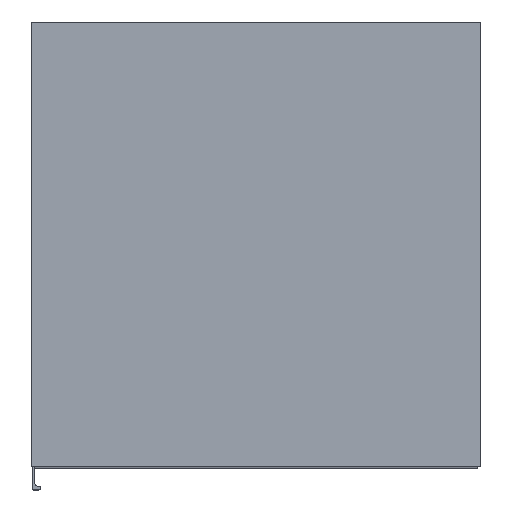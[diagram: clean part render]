
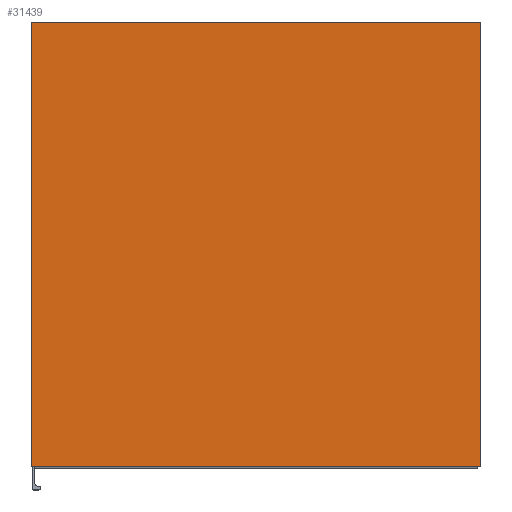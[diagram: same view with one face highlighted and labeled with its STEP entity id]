
A CAD part, top view. The second image highlights one B-rep face of the part: STEP entity #31439.
In plain terms, the highlighted planar face has unit normal (0, 0, 1).
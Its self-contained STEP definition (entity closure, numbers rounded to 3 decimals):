
#3516=FACE_OUTER_BOUND('',#5377,.T.);
#5377=EDGE_LOOP('',(#25333,#25334,#25335,#25336));
#7793=LINE('',#51018,#10832);
#7797=LINE('',#51026,#10836);
#7800=LINE('',#51032,#10839);
#7803=LINE('',#51037,#10842);
#10832=VECTOR('',#40660,1.);
#10836=VECTOR('',#40666,1.);
#10839=VECTOR('',#40671,1.);
#10842=VECTOR('',#40676,1.);
#14134=VERTEX_POINT('',#51016);
#14135=VERTEX_POINT('',#51017);
#14138=VERTEX_POINT('',#51025);
#14140=VERTEX_POINT('',#51031);
#18081=EDGE_CURVE('',#14134,#14135,#7793,.T.);
#18085=EDGE_CURVE('',#14138,#14134,#7797,.T.);
#18088=EDGE_CURVE('',#14140,#14138,#7800,.T.);
#18091=EDGE_CURVE('',#14135,#14140,#7803,.T.);
#25333=ORIENTED_EDGE('',*,*,#18091,.F.);
#25334=ORIENTED_EDGE('',*,*,#18081,.F.);
#25335=ORIENTED_EDGE('',*,*,#18085,.F.);
#25336=ORIENTED_EDGE('',*,*,#18088,.F.);
#29927=PLANE('',#34112);
#31439=ADVANCED_FACE('',(#3516),#29927,.F.);
#34112=AXIS2_PLACEMENT_3D('',#51040,#40680,#40681);
#40660=DIRECTION('',(0.,1.,0.));
#40666=DIRECTION('',(-1.,0.,0.));
#40671=DIRECTION('',(0.,-1.,0.));
#40676=DIRECTION('',(1.,0.,0.));
#40680=DIRECTION('center_axis',(0.,0.,-1.));
#40681=DIRECTION('ref_axis',(-1.,0.,0.));
#51016=CARTESIAN_POINT('',(-0.5,-347.,1400.));
#51017=CARTESIAN_POINT('',(-0.5,0.,1400.));
#51018=CARTESIAN_POINT('',(-0.5,-347.,1400.));
#51025=CARTESIAN_POINT('',(350.5,-347.,1400.));
#51026=CARTESIAN_POINT('',(350.5,-347.,1400.));
#51031=CARTESIAN_POINT('',(350.5,0.,1400.));
#51032=CARTESIAN_POINT('',(350.5,0.,1400.));
#51037=CARTESIAN_POINT('',(-0.5,0.,1400.));
#51040=CARTESIAN_POINT('Origin',(175.,-173.5,1400.));
